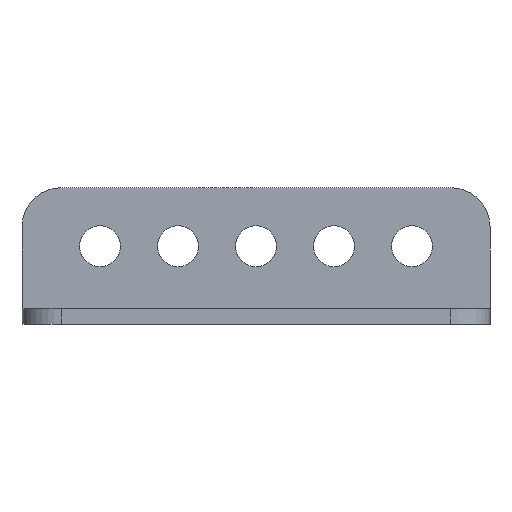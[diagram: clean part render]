
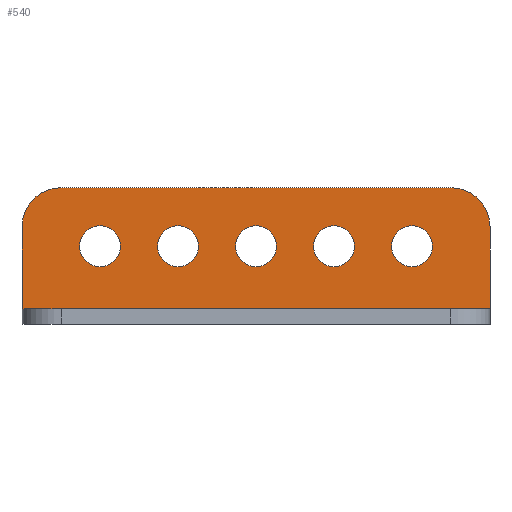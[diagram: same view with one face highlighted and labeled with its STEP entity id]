
A CAD part, front view. The second image highlights one B-rep face of the part: STEP entity #540.
In plain terms, the highlighted planar face has unit normal (0, -1, 0).
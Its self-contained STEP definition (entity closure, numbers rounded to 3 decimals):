
#8 = CARTESIAN_POINT ( 'NONE',  ( 4.75, 27.4, 8. ) ) ;
#22 = EDGE_CURVE ( 'NONE', #388, #1026, #643, .T. ) ;
#25 = DIRECTION ( 'NONE',  ( 0., 1., 0. ) ) ;
#40 = ORIENTED_EDGE ( 'NONE', *, *, #315, .T. ) ;
#42 = AXIS2_PLACEMENT_3D ( 'NONE', #1368, #314, #1012 ) ;
#43 = DIRECTION ( 'NONE',  ( -1., 0., 0. ) ) ;
#52 = CARTESIAN_POINT ( 'NONE',  ( 4.75, 27.4, 8. ) ) ;
#59 = CARTESIAN_POINT ( 'NONE',  ( 28.75, 27.4, 5.9 ) ) ;
#63 = LINE ( 'NONE', #158, #1176 ) ;
#70 = CARTESIAN_POINT ( 'NONE',  ( -3.25, 27.4, 14. ) ) ;
#99 = FACE_BOUND ( 'NONE', #105, .T. ) ;
#105 = EDGE_LOOP ( 'NONE', ( #426, #1208 ) ) ;
#124 = VECTOR ( 'NONE', #839, 1000. ) ;
#128 = DIRECTION ( 'NONE',  ( -1., 0., 0. ) ) ;
#133 = VERTEX_POINT ( 'NONE', #303 ) ;
#143 = ORIENTED_EDGE ( 'NONE', *, *, #907, .T. ) ;
#144 = CARTESIAN_POINT ( 'NONE',  ( 44.75, 27.4, 10. ) ) ;
#154 = CARTESIAN_POINT ( 'NONE',  ( 20.75, 27.4, 10.1 ) ) ;
#158 = CARTESIAN_POINT ( 'NONE',  ( -3.25, 27.4, 14. ) ) ;
#165 = CARTESIAN_POINT ( 'NONE',  ( 44.75, 27.4, 14. ) ) ;
#168 = DIRECTION ( 'NONE',  ( 0., 1., 0. ) ) ;
#170 = DIRECTION ( 'NONE',  ( 0., 1., 0. ) ) ;
#178 = CARTESIAN_POINT ( 'NONE',  ( 28.75, 27.4, 8. ) ) ;
#184 = DIRECTION ( 'NONE',  ( -1., 0., 0. ) ) ;
#212 = VERTEX_POINT ( 'NONE', #1450 ) ;
#222 = DIRECTION ( 'NONE',  ( -1., 0., 0. ) ) ;
#225 = AXIS2_PLACEMENT_3D ( 'NONE', #360, #1249, #222 ) ;
#228 = CARTESIAN_POINT ( 'NONE',  ( 28.75, 27.4, 10.1 ) ) ;
#230 = CARTESIAN_POINT ( 'NONE',  ( 12.75, 27.4, 10.1 ) ) ;
#262 = ORIENTED_EDGE ( 'NONE', *, *, #1038, .T. ) ;
#279 = AXIS2_PLACEMENT_3D ( 'NONE', #8, #25, #128 ) ;
#295 = CIRCLE ( 'NONE', #361, 2.1 ) ;
#303 = CARTESIAN_POINT ( 'NONE',  ( 40.75, 27.4, 14. ) ) ;
#309 = CARTESIAN_POINT ( 'NONE',  ( 0.75, 27.4, 14. ) ) ;
#313 = ORIENTED_EDGE ( 'NONE', *, *, #860, .T. ) ;
#314 = DIRECTION ( 'NONE',  ( 0., 1., 0. ) ) ;
#315 = EDGE_CURVE ( 'NONE', #891, #133, #441, .T. ) ;
#325 = VECTOR ( 'NONE', #425, 1000. ) ;
#329 = FACE_OUTER_BOUND ( 'NONE', #1246, .T. ) ;
#339 = VERTEX_POINT ( 'NONE', #486 ) ;
#350 = VERTEX_POINT ( 'NONE', #1153 ) ;
#360 = CARTESIAN_POINT ( 'NONE',  ( 40.75, 27.4, 10. ) ) ;
#361 = AXIS2_PLACEMENT_3D ( 'NONE', #1386, #937, #43 ) ;
#363 = ORIENTED_EDGE ( 'NONE', *, *, #1424, .T. ) ;
#380 = AXIS2_PLACEMENT_3D ( 'NONE', #734, #514, #1090 ) ;
#382 = CARTESIAN_POINT ( 'NONE',  ( 12.75, 27.4, 8. ) ) ;
#385 = DIRECTION ( 'NONE',  ( 0., 0., -1. ) ) ;
#388 = VERTEX_POINT ( 'NONE', #1066 ) ;
#391 = EDGE_CURVE ( 'NONE', #778, #350, #295, .T. ) ;
#425 = DIRECTION ( 'NONE',  ( 1., 0., 0. ) ) ;
#426 = ORIENTED_EDGE ( 'NONE', *, *, #1049, .T. ) ;
#430 = FACE_BOUND ( 'NONE', #883, .T. ) ;
#441 = CIRCLE ( 'NONE', #225, 4. ) ;
#444 = PLANE ( 'NONE',  #42 ) ;
#465 = VERTEX_POINT ( 'NONE', #635 ) ;
#480 = DIRECTION ( 'NONE',  ( -1., 0., 0. ) ) ;
#486 = CARTESIAN_POINT ( 'NONE',  ( 12.75, 27.4, 5.9 ) ) ;
#494 = CARTESIAN_POINT ( 'NONE',  ( 36.75, 27.4, 5.9 ) ) ;
#501 = DIRECTION ( 'NONE',  ( -1., 0., 0. ) ) ;
#508 = CARTESIAN_POINT ( 'NONE',  ( 20.75, 27.4, 8. ) ) ;
#514 = DIRECTION ( 'NONE',  ( 0., 1., 0. ) ) ;
#527 = AXIS2_PLACEMENT_3D ( 'NONE', #508, #1211, #184 ) ;
#530 = ORIENTED_EDGE ( 'NONE', *, *, #391, .T. ) ;
#540 = ADVANCED_FACE ( 'NONE', ( #99, #556, #430, #1350, #1356, #329 ), #444, .F. ) ;
#556 = FACE_BOUND ( 'NONE', #911, .T. ) ;
#560 = CIRCLE ( 'NONE', #380, 2.1 ) ;
#571 = VERTEX_POINT ( 'NONE', #228 ) ;
#599 = CARTESIAN_POINT ( 'NONE',  ( 20.75, 27.4, 8. ) ) ;
#616 = CARTESIAN_POINT ( 'NONE',  ( 36.75, 27.4, 8. ) ) ;
#621 = AXIS2_PLACEMENT_3D ( 'NONE', #382, #915, #948 ) ;
#632 = DIRECTION ( 'NONE',  ( -1., 0., 0. ) ) ;
#635 = CARTESIAN_POINT ( 'NONE',  ( 44.75, 27.4, 1.6 ) ) ;
#643 = CIRCLE ( 'NONE', #900, 2.1 ) ;
#650 = CIRCLE ( 'NONE', #621, 2.1 ) ;
#666 = AXIS2_PLACEMENT_3D ( 'NONE', #806, #1281, #693 ) ;
#676 = CIRCLE ( 'NONE', #279, 2.1 ) ;
#687 = DIRECTION ( 'NONE',  ( 0., 1., 0. ) ) ;
#692 = EDGE_LOOP ( 'NONE', ( #262, #530 ) ) ;
#693 = DIRECTION ( 'NONE',  ( -1., 0., 0. ) ) ;
#734 = CARTESIAN_POINT ( 'NONE',  ( 28.75, 27.4, 8. ) ) ;
#742 = EDGE_CURVE ( 'NONE', #1047, #571, #560, .T. ) ;
#754 = LINE ( 'NONE', #1217, #325 ) ;
#763 = EDGE_CURVE ( 'NONE', #1311, #1475, #63, .T. ) ;
#778 = VERTEX_POINT ( 'NONE', #494 ) ;
#788 = ORIENTED_EDGE ( 'NONE', *, *, #796, .F. ) ;
#790 = VECTOR ( 'NONE', #974, 1000. ) ;
#791 = CARTESIAN_POINT ( 'NONE',  ( -3.25, 27.4, 1.6 ) ) ;
#796 = EDGE_CURVE ( 'NONE', #1352, #133, #1082, .T. ) ;
#805 = CIRCLE ( 'NONE', #1322, 2.1 ) ;
#806 = CARTESIAN_POINT ( 'NONE',  ( 12.75, 27.4, 8. ) ) ;
#819 = CIRCLE ( 'NONE', #887, 2.1 ) ;
#836 = ORIENTED_EDGE ( 'NONE', *, *, #892, .T. ) ;
#839 = DIRECTION ( 'NONE',  ( 0., 0., -1. ) ) ;
#840 = CIRCLE ( 'NONE', #934, 2.1 ) ;
#848 = EDGE_CURVE ( 'NONE', #891, #465, #1203, .T. ) ;
#852 = EDGE_LOOP ( 'NONE', ( #313, #143 ) ) ;
#860 = EDGE_CURVE ( 'NONE', #877, #212, #979, .T. ) ;
#877 = VERTEX_POINT ( 'NONE', #154 ) ;
#880 = CIRCLE ( 'NONE', #1123, 4. ) ;
#883 = EDGE_LOOP ( 'NONE', ( #836, #1105 ) ) ;
#887 = AXIS2_PLACEMENT_3D ( 'NONE', #178, #168, #632 ) ;
#891 = VERTEX_POINT ( 'NONE', #144 ) ;
#892 = EDGE_CURVE ( 'NONE', #1480, #339, #650, .T. ) ;
#900 = AXIS2_PLACEMENT_3D ( 'NONE', #52, #170, #501 ) ;
#907 = EDGE_CURVE ( 'NONE', #212, #877, #805, .T. ) ;
#911 = EDGE_LOOP ( 'NONE', ( #363, #1248 ) ) ;
#914 = ORIENTED_EDGE ( 'NONE', *, *, #763, .T. ) ;
#915 = DIRECTION ( 'NONE',  ( 0., 1., 0. ) ) ;
#924 = CIRCLE ( 'NONE', #666, 2.1 ) ;
#931 = DIRECTION ( 'NONE',  ( 0., -1., 0. ) ) ;
#934 = AXIS2_PLACEMENT_3D ( 'NONE', #616, #1198, #1319 ) ;
#937 = DIRECTION ( 'NONE',  ( 0., 1., 0. ) ) ;
#948 = DIRECTION ( 'NONE',  ( -1., 0., 0. ) ) ;
#974 = DIRECTION ( 'NONE',  ( 1., 0., 0. ) ) ;
#979 = CIRCLE ( 'NONE', #527, 2.1 ) ;
#982 = ORIENTED_EDGE ( 'NONE', *, *, #1016, .T. ) ;
#1000 = EDGE_CURVE ( 'NONE', #339, #1480, #924, .T. ) ;
#1012 = DIRECTION ( 'NONE',  ( 1., 0., 0. ) ) ;
#1016 = EDGE_CURVE ( 'NONE', #1352, #1311, #880, .T. ) ;
#1026 = VERTEX_POINT ( 'NONE', #1106 ) ;
#1038 = EDGE_CURVE ( 'NONE', #350, #778, #840, .T. ) ;
#1047 = VERTEX_POINT ( 'NONE', #59 ) ;
#1049 = EDGE_CURVE ( 'NONE', #571, #1047, #819, .T. ) ;
#1066 = CARTESIAN_POINT ( 'NONE',  ( 4.75, 27.4, 5.9 ) ) ;
#1082 = LINE ( 'NONE', #70, #790 ) ;
#1090 = DIRECTION ( 'NONE',  ( -1., 0., 0. ) ) ;
#1105 = ORIENTED_EDGE ( 'NONE', *, *, #1000, .T. ) ;
#1106 = CARTESIAN_POINT ( 'NONE',  ( 4.75, 27.4, 10.1 ) ) ;
#1123 = AXIS2_PLACEMENT_3D ( 'NONE', #1163, #931, #1401 ) ;
#1153 = CARTESIAN_POINT ( 'NONE',  ( 36.75, 27.4, 10.1 ) ) ;
#1163 = CARTESIAN_POINT ( 'NONE',  ( 0.75, 27.4, 10. ) ) ;
#1173 = ORIENTED_EDGE ( 'NONE', *, *, #1241, .T. ) ;
#1176 = VECTOR ( 'NONE', #385, 1000. ) ;
#1198 = DIRECTION ( 'NONE',  ( 0., 1., 0. ) ) ;
#1203 = LINE ( 'NONE', #165, #124 ) ;
#1208 = ORIENTED_EDGE ( 'NONE', *, *, #742, .T. ) ;
#1211 = DIRECTION ( 'NONE',  ( 0., 1., 0. ) ) ;
#1217 = CARTESIAN_POINT ( 'NONE',  ( -3.25, 27.4, 1.6 ) ) ;
#1241 = EDGE_CURVE ( 'NONE', #1475, #465, #754, .T. ) ;
#1242 = CARTESIAN_POINT ( 'NONE',  ( -3.25, 27.4, 10. ) ) ;
#1246 = EDGE_LOOP ( 'NONE', ( #788, #982, #914, #1173, #1282, #40 ) ) ;
#1248 = ORIENTED_EDGE ( 'NONE', *, *, #22, .T. ) ;
#1249 = DIRECTION ( 'NONE',  ( 0., -1., 0. ) ) ;
#1281 = DIRECTION ( 'NONE',  ( 0., 1., 0. ) ) ;
#1282 = ORIENTED_EDGE ( 'NONE', *, *, #848, .F. ) ;
#1311 = VERTEX_POINT ( 'NONE', #1242 ) ;
#1319 = DIRECTION ( 'NONE',  ( -1., 0., 0. ) ) ;
#1322 = AXIS2_PLACEMENT_3D ( 'NONE', #599, #687, #480 ) ;
#1350 = FACE_BOUND ( 'NONE', #852, .T. ) ;
#1352 = VERTEX_POINT ( 'NONE', #309 ) ;
#1356 = FACE_BOUND ( 'NONE', #692, .T. ) ;
#1368 = CARTESIAN_POINT ( 'NONE',  ( -3.25, 27.4, 14. ) ) ;
#1386 = CARTESIAN_POINT ( 'NONE',  ( 36.75, 27.4, 8. ) ) ;
#1401 = DIRECTION ( 'NONE',  ( -1., 0., 0. ) ) ;
#1424 = EDGE_CURVE ( 'NONE', #1026, #388, #676, .T. ) ;
#1450 = CARTESIAN_POINT ( 'NONE',  ( 20.75, 27.4, 5.9 ) ) ;
#1475 = VERTEX_POINT ( 'NONE', #791 ) ;
#1480 = VERTEX_POINT ( 'NONE', #230 ) ;
